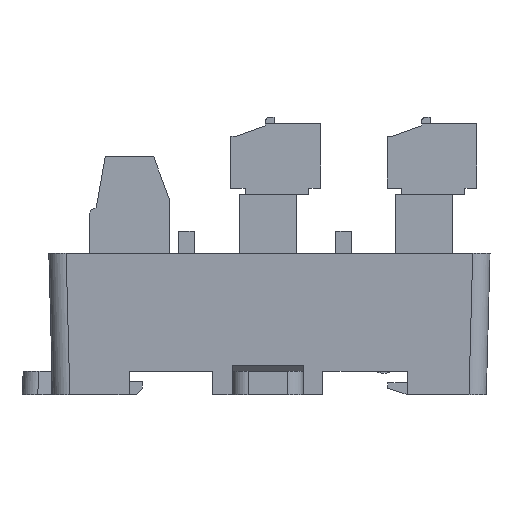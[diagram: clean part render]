
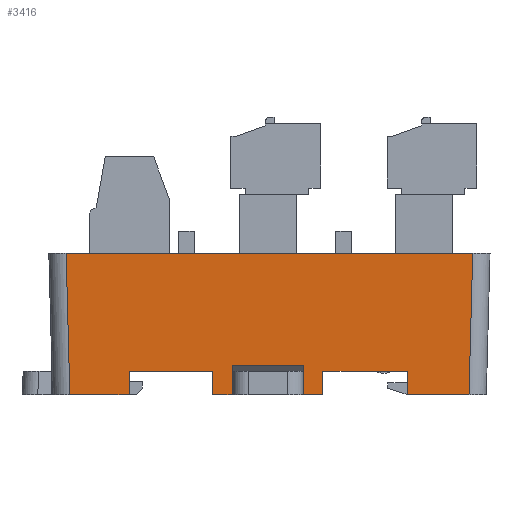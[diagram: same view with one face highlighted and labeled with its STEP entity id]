
A CAD part, left-side view. The second image highlights one B-rep face of the part: STEP entity #3416.
In plain terms, the highlighted planar face has unit normal (-1, 0, -0.026).
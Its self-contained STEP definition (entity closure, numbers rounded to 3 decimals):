
#1898=FACE_OUTER_BOUND('',#7556,.T.);
#3416=ADVANCED_FACE('',(#1898),#5084,.T.);
#5084=PLANE('',#31966);
#7556=EDGE_LOOP('',(#10042,#10043,#10044,#10045,#10046,#10047,#10048,#10049,
#10050,#10051,#10052,#10053,#10054,#10055,#10056,#10057));
#10042=ORIENTED_EDGE('',*,*,#21078,.T.);
#10043=ORIENTED_EDGE('',*,*,#21095,.T.);
#10044=ORIENTED_EDGE('',*,*,#21096,.F.);
#10045=ORIENTED_EDGE('',*,*,#21097,.T.);
#10046=ORIENTED_EDGE('',*,*,#21098,.T.);
#10047=ORIENTED_EDGE('',*,*,#21099,.F.);
#10048=ORIENTED_EDGE('',*,*,#20944,.F.);
#10049=ORIENTED_EDGE('',*,*,#21100,.F.);
#10050=ORIENTED_EDGE('',*,*,#21101,.T.);
#10051=ORIENTED_EDGE('',*,*,#21042,.F.);
#10052=ORIENTED_EDGE('',*,*,#21102,.T.);
#10053=ORIENTED_EDGE('',*,*,#21038,.F.);
#10054=ORIENTED_EDGE('',*,*,#21103,.T.);
#10055=ORIENTED_EDGE('',*,*,#21104,.T.);
#10056=ORIENTED_EDGE('',*,*,#20934,.F.);
#10057=ORIENTED_EDGE('',*,*,#21019,.T.);
#18096=VERTEX_POINT('',#43147);
#18097=VERTEX_POINT('',#43149);
#18106=VERTEX_POINT('',#43167);
#18107=VERTEX_POINT('',#43169);
#18179=VERTEX_POINT('',#43322);
#18196=VERTEX_POINT('',#43358);
#18197=VERTEX_POINT('',#43360);
#18199=VERTEX_POINT('',#43366);
#18200=VERTEX_POINT('',#43368);
#18228=VERTEX_POINT('',#43437);
#18242=VERTEX_POINT('',#43471);
#18243=VERTEX_POINT('',#43473);
#18244=VERTEX_POINT('',#43475);
#18245=VERTEX_POINT('',#43477);
#18246=VERTEX_POINT('',#43480);
#18247=VERTEX_POINT('',#43484);
#20934=EDGE_CURVE('',#18096,#18097,#25100,.T.);
#20944=EDGE_CURVE('',#18106,#18107,#25108,.T.);
#21019=EDGE_CURVE('',#18096,#18179,#25181,.T.);
#21038=EDGE_CURVE('',#18196,#18197,#25200,.T.);
#21042=EDGE_CURVE('',#18199,#18200,#25204,.T.);
#21078=EDGE_CURVE('',#18179,#18228,#25235,.T.);
#21095=EDGE_CURVE('',#18228,#18242,#25251,.T.);
#21096=EDGE_CURVE('',#18243,#18242,#25252,.T.);
#21097=EDGE_CURVE('',#18243,#18244,#25253,.T.);
#21098=EDGE_CURVE('',#18244,#18245,#25254,.T.);
#21099=EDGE_CURVE('',#18107,#18245,#25255,.T.);
#21100=EDGE_CURVE('',#18246,#18106,#25256,.T.);
#21101=EDGE_CURVE('',#18246,#18200,#25257,.T.);
#21102=EDGE_CURVE('',#18199,#18197,#25258,.T.);
#21103=EDGE_CURVE('',#18196,#18247,#25259,.T.);
#21104=EDGE_CURVE('',#18247,#18097,#25260,.T.);
#25100=LINE('',#43148,#28618);
#25108=LINE('',#43168,#28626);
#25181=LINE('',#43321,#28699);
#25200=LINE('',#43359,#28718);
#25204=LINE('',#43367,#28722);
#25235=LINE('',#43438,#28753);
#25251=LINE('',#43470,#28769);
#25252=LINE('',#43472,#28770);
#25253=LINE('',#43474,#28771);
#25254=LINE('',#43476,#28772);
#25255=LINE('',#43478,#28773);
#25256=LINE('',#43479,#28774);
#25257=LINE('',#43481,#28775);
#25258=LINE('',#43482,#28776);
#25259=LINE('',#43483,#28777);
#25260=LINE('',#43485,#28778);
#28618=VECTOR('',#34621,1.);
#28626=VECTOR('',#34633,1.);
#28699=VECTOR('',#34722,1.);
#28718=VECTOR('',#34743,1.);
#28722=VECTOR('',#34749,1.);
#28753=VECTOR('',#34802,1.);
#28769=VECTOR('',#34824,1.);
#28770=VECTOR('',#34825,1.);
#28771=VECTOR('',#34826,1.);
#28772=VECTOR('',#34827,1.);
#28773=VECTOR('',#34828,1.);
#28774=VECTOR('',#34829,1.);
#28775=VECTOR('',#34830,1.);
#28776=VECTOR('',#34831,1.);
#28777=VECTOR('',#34832,1.);
#28778=VECTOR('',#34833,1.);
#31966=AXIS2_PLACEMENT_3D('',#43486,#34834,#34835);
#34621=DIRECTION('',(0.,1.,0.));
#34633=DIRECTION('',(0.,1.,0.));
#34722=DIRECTION('',(0.026,0.,-1.));
#34743=DIRECTION('',(-0.026,0.,1.));
#34749=DIRECTION('',(0.026,0.,-1.));
#34802=DIRECTION('',(0.,-1.,0.));
#34824=DIRECTION('',(-0.026,-0.026,0.999));
#34825=DIRECTION('',(0.,-1.,0.));
#34826=DIRECTION('',(0.026,-0.026,-0.999));
#34827=DIRECTION('',(0.,-1.,0.));
#34828=DIRECTION('',(0.026,0.,-1.));
#34829=DIRECTION('',(-0.026,0.,1.));
#34830=DIRECTION('',(0.,-1.,0.));
#34831=DIRECTION('',(0.,-1.,0.));
#34832=DIRECTION('',(0.,-1.,0.));
#34833=DIRECTION('',(-0.026,0.,1.));
#34834=DIRECTION('',(-1.,0.,-0.026));
#34835=DIRECTION('',(-0.026,0.,1.));
#43147=CARTESIAN_POINT('',(767.697,191.695,177.));
#43148=CARTESIAN_POINT('',(767.697,209.445,177.));
#43149=CARTESIAN_POINT('',(767.697,202.445,177.));
#43167=CARTESIAN_POINT('',(767.697,216.445,177.));
#43168=CARTESIAN_POINT('',(767.697,209.445,177.));
#43169=CARTESIAN_POINT('',(767.697,227.095,177.));
#43321=CARTESIAN_POINT('',(767.304,191.695,191.997));
#43322=CARTESIAN_POINT('',(767.776,191.695,174.));
#43358=CARTESIAN_POINT('',(767.776,204.895,174.));
#43359=CARTESIAN_POINT('',(767.304,204.895,191.997));
#43360=CARTESIAN_POINT('',(767.678,204.895,177.726));
#43366=CARTESIAN_POINT('',(767.678,213.995,177.726));
#43367=CARTESIAN_POINT('',(767.304,213.995,191.997));
#43368=CARTESIAN_POINT('',(767.776,213.995,174.));
#43437=CARTESIAN_POINT('',(767.776,183.866,174.));
#43438=CARTESIAN_POINT('',(767.776,208.945,174.));
#43470=CARTESIAN_POINT('',(767.322,183.412,191.34));
#43471=CARTESIAN_POINT('',(767.304,183.395,192.));
#43472=CARTESIAN_POINT('',(767.304,208.945,192.));
#43473=CARTESIAN_POINT('',(767.304,235.096,192.));
#43474=CARTESIAN_POINT('',(767.322,235.079,191.34));
#43475=CARTESIAN_POINT('',(767.776,234.625,174.));
#43476=CARTESIAN_POINT('',(767.776,209.445,174.));
#43477=CARTESIAN_POINT('',(767.776,227.095,174.));
#43478=CARTESIAN_POINT('',(767.71,227.095,176.51));
#43479=CARTESIAN_POINT('',(767.788,216.445,173.539));
#43480=CARTESIAN_POINT('',(767.776,216.445,174.));
#43481=CARTESIAN_POINT('',(767.776,209.445,174.));
#43482=CARTESIAN_POINT('',(767.678,0.,177.726));
#43483=CARTESIAN_POINT('',(767.776,209.445,174.));
#43484=CARTESIAN_POINT('',(767.776,202.445,174.));
#43485=CARTESIAN_POINT('',(767.304,202.445,191.997));
#43486=CARTESIAN_POINT('',(767.304,208.945,191.997));
